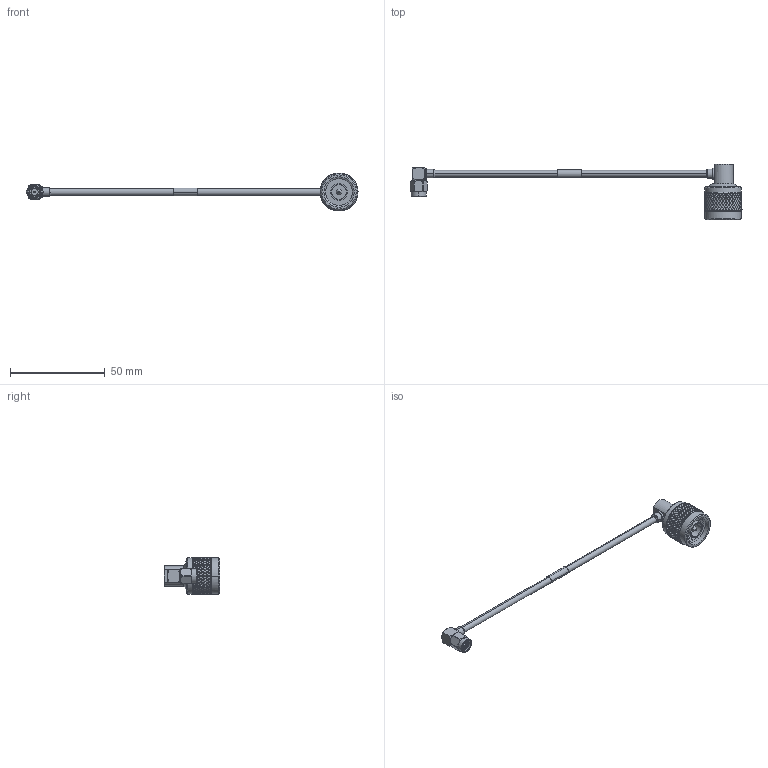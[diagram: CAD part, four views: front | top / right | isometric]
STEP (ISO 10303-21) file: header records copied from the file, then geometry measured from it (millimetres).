
FILE_DESCRIPTION (( 'STEP AP214' ), '1' );
FILE_NAME ('LCCA30412.step', '2020-05-01T17:59:09', ( '' ), ( '' ), 'SwSTEP 2.0', 'SolidWorks 2018', '' );
FILE_SCHEMA (( 'AUTOMOTIVE_DESIGN' ));
Length unit declared in the file: inch
Products named in the file (7): LC141TB (141 FORMABLE); solder plug right^LCCA30412; solder plug left^LCCA30412; LCCN3045; LCCA30412; 1AW01-003_.152 ID; LCCN3053
Assembly tree (6 placements, depth 2):
  LCCA30412
    LC141TB (141 FORMABLE)
    LCCN3045
    solder plug left^LCCA30412
    1AW01-003_.152 ID
    LCCN3053
    solder plug right^LCCA30412
Bounding box: 175.53 x 29.15 x 20.07 mm (x, y, z)
Volume: 5909.7 mm3; surface area: 7498.8 mm2
Topology: 8 solids, 8 shells, 2518 faces, 5220 edges, 2731 vertices
Faces by surface type: bspline 1603, cylinder 473, cone 271, plane 161, sphere 6, torus 4
Entity records: 92439 total; most frequent: CARTESIAN_POINT 56965, ORIENTED_EDGE 10436, EDGE_CURVE 5218, DIRECTION 3324, VERTEX_POINT 2731, EDGE_LOOP 2541, ADVANCED_FACE 2518, FACE_OUTER_BOUND 2518
